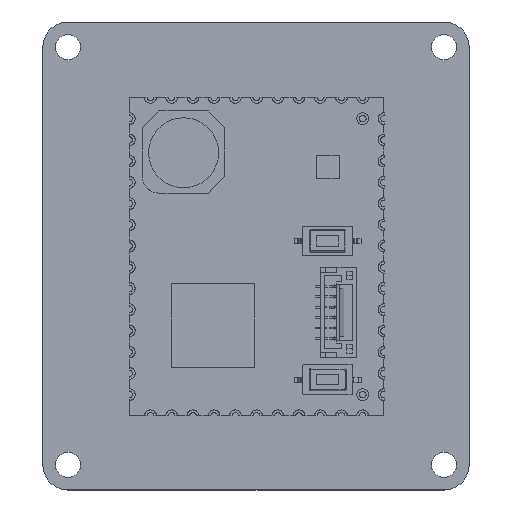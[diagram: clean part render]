
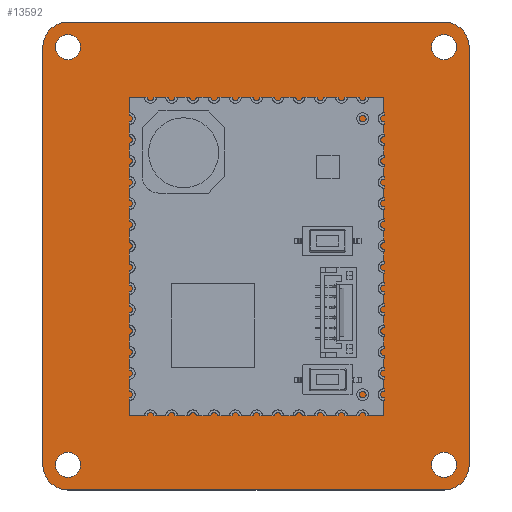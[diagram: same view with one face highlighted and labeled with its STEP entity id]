
A CAD part, top view. The second image highlights one B-rep face of the part: STEP entity #13592.
In plain terms, the highlighted planar face has unit normal (0, 0, 1).
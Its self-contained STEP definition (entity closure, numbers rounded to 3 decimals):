
#64=FACE_BOUND('',#1498,.T.);
#65=FACE_BOUND('',#1499,.T.);
#66=FACE_BOUND('',#1500,.T.);
#67=FACE_BOUND('',#1501,.T.);
#68=FACE_BOUND('',#1502,.T.);
#148=PLANE('',#14549);
#756=FACE_OUTER_BOUND('',#1497,.T.);
#1497=EDGE_LOOP('',(#9173,#9174,#9175,#9176,#9177,#9178,#9179,#9180));
#1498=EDGE_LOOP('',(#9181));
#1499=EDGE_LOOP('',(#9182));
#1500=EDGE_LOOP('',(#9183));
#1501=EDGE_LOOP('',(#9184));
#1502=EDGE_LOOP('',(#9185));
#2302=LINE('',#19475,#3892);
#2308=LINE('',#19505,#3898);
#2311=LINE('',#19513,#3901);
#2318=LINE('',#19539,#3908);
#3892=VECTOR('',#15649,10.);
#3898=VECTOR('',#15679,10.);
#3901=VECTOR('',#15688,10.);
#3908=VECTOR('',#15721,10.);
#5478=CIRCLE('',#14518,3.);
#5488=CIRCLE('',#14531,3.);
#5489=CIRCLE('',#14534,3.);
#5490=CIRCLE('',#14537,3.);
#5491=CIRCLE('',#14539,1.5);
#5492=CIRCLE('',#14541,1.5);
#5493=CIRCLE('',#14543,1.5);
#5494=CIRCLE('',#14545,1.5);
#5495=CIRCLE('',#14547,10.);
#5848=VERTEX_POINT('',#19462);
#5849=VERTEX_POINT('',#19463);
#5853=VERTEX_POINT('',#19473);
#5864=VERTEX_POINT('',#19499);
#5865=VERTEX_POINT('',#19503);
#5866=VERTEX_POINT('',#19507);
#5867=VERTEX_POINT('',#19508);
#5868=VERTEX_POINT('',#19515);
#5869=VERTEX_POINT('',#19519);
#5870=VERTEX_POINT('',#19523);
#5871=VERTEX_POINT('',#19527);
#5872=VERTEX_POINT('',#19531);
#5873=VERTEX_POINT('',#19535);
#7148=EDGE_CURVE('',#5848,#5849,#5478,.T.);
#7154=EDGE_CURVE('',#5848,#5853,#2302,.T.);
#7166=EDGE_CURVE('',#5864,#5853,#5488,.T.);
#7169=EDGE_CURVE('',#5864,#5865,#2308,.T.);
#7170=EDGE_CURVE('',#5866,#5867,#5489,.T.);
#7173=EDGE_CURVE('',#5866,#5849,#2311,.T.);
#7174=EDGE_CURVE('',#5868,#5865,#5490,.T.);
#7176=EDGE_CURVE('',#5869,#5869,#5491,.T.);
#7178=EDGE_CURVE('',#5870,#5870,#5492,.T.);
#7180=EDGE_CURVE('',#5871,#5871,#5493,.T.);
#7182=EDGE_CURVE('',#5872,#5872,#5494,.T.);
#7184=EDGE_CURVE('',#5873,#5873,#5495,.T.);
#7186=EDGE_CURVE('',#5868,#5867,#2318,.T.);
#9173=ORIENTED_EDGE('',*,*,#7148,.F.);
#9174=ORIENTED_EDGE('',*,*,#7154,.T.);
#9175=ORIENTED_EDGE('',*,*,#7166,.F.);
#9176=ORIENTED_EDGE('',*,*,#7169,.T.);
#9177=ORIENTED_EDGE('',*,*,#7174,.F.);
#9178=ORIENTED_EDGE('',*,*,#7186,.T.);
#9179=ORIENTED_EDGE('',*,*,#7170,.F.);
#9180=ORIENTED_EDGE('',*,*,#7173,.T.);
#9181=ORIENTED_EDGE('',*,*,#7176,.T.);
#9182=ORIENTED_EDGE('',*,*,#7178,.T.);
#9183=ORIENTED_EDGE('',*,*,#7180,.T.);
#9184=ORIENTED_EDGE('',*,*,#7182,.T.);
#9185=ORIENTED_EDGE('',*,*,#7184,.T.);
#13592=ADVANCED_FACE('',(#756,#64,#65,#66,#67,#68),#148,.T.);
#14518=AXIS2_PLACEMENT_3D('',#19464,#15639,#15640);
#14531=AXIS2_PLACEMENT_3D('',#19500,#15673,#15674);
#14534=AXIS2_PLACEMENT_3D('',#19509,#15682,#15683);
#14537=AXIS2_PLACEMENT_3D('',#19516,#15691,#15692);
#14539=AXIS2_PLACEMENT_3D('',#19520,#15696,#15697);
#14541=AXIS2_PLACEMENT_3D('',#19524,#15701,#15702);
#14543=AXIS2_PLACEMENT_3D('',#19528,#15706,#15707);
#14545=AXIS2_PLACEMENT_3D('',#19532,#15711,#15712);
#14547=AXIS2_PLACEMENT_3D('',#19536,#15716,#15717);
#14549=AXIS2_PLACEMENT_3D('',#19540,#15722,#15723);
#15639=DIRECTION('center_axis',(0.,0.,-1.));
#15640=DIRECTION('ref_axis',(-0.707,-0.707,0.));
#15649=DIRECTION('',(1.,0.,0.));
#15673=DIRECTION('center_axis',(0.,0.,-1.));
#15674=DIRECTION('ref_axis',(0.707,-0.707,0.));
#15679=DIRECTION('',(0.,1.,0.));
#15682=DIRECTION('center_axis',(0.,0.,-1.));
#15683=DIRECTION('ref_axis',(-0.707,0.707,0.));
#15688=DIRECTION('',(0.,-1.,0.));
#15691=DIRECTION('center_axis',(0.,0.,-1.));
#15692=DIRECTION('ref_axis',(0.707,0.707,0.));
#15696=DIRECTION('center_axis',(0.,0.,-1.));
#15697=DIRECTION('ref_axis',(1.,0.,0.));
#15701=DIRECTION('center_axis',(0.,0.,-1.));
#15702=DIRECTION('ref_axis',(1.,0.,0.));
#15706=DIRECTION('center_axis',(0.,0.,-1.));
#15707=DIRECTION('ref_axis',(1.,0.,0.));
#15711=DIRECTION('center_axis',(0.,0.,-1.));
#15712=DIRECTION('ref_axis',(1.,0.,0.));
#15716=DIRECTION('center_axis',(0.,0.,-1.));
#15717=DIRECTION('ref_axis',(-1.,0.,0.));
#15721=DIRECTION('',(-1.,0.,0.));
#15722=DIRECTION('center_axis',(0.,0.,1.));
#15723=DIRECTION('ref_axis',(1.,0.,0.));
#19462=CARTESIAN_POINT('',(-22.5,-28.,1.6));
#19463=CARTESIAN_POINT('',(-25.5,-25.,1.6));
#19464=CARTESIAN_POINT('Origin',(-22.5,-25.,1.6));
#19473=CARTESIAN_POINT('',(22.5,-28.,1.6));
#19475=CARTESIAN_POINT('',(-25.5,-28.,1.6));
#19499=CARTESIAN_POINT('',(25.5,-25.,1.6));
#19500=CARTESIAN_POINT('Origin',(22.5,-25.,1.6));
#19503=CARTESIAN_POINT('',(25.5,25.,1.6));
#19505=CARTESIAN_POINT('',(25.5,-28.,1.6));
#19507=CARTESIAN_POINT('',(-25.5,25.,1.6));
#19508=CARTESIAN_POINT('',(-22.5,28.,1.6));
#19509=CARTESIAN_POINT('Origin',(-22.5,25.,1.6));
#19513=CARTESIAN_POINT('',(-25.5,28.,1.6));
#19515=CARTESIAN_POINT('',(22.5,28.,1.6));
#19516=CARTESIAN_POINT('Origin',(22.5,25.,1.6));
#19519=CARTESIAN_POINT('',(21.,-25.,1.6));
#19520=CARTESIAN_POINT('Origin',(22.5,-25.,1.6));
#19523=CARTESIAN_POINT('',(-24.,25.,1.6));
#19524=CARTESIAN_POINT('Origin',(-22.5,25.,1.6));
#19527=CARTESIAN_POINT('',(21.,25.,1.6));
#19528=CARTESIAN_POINT('Origin',(22.5,25.,1.6));
#19531=CARTESIAN_POINT('',(-24.,-25.,1.6));
#19532=CARTESIAN_POINT('Origin',(-22.5,-25.,1.6));
#19535=CARTESIAN_POINT('',(10.,0.,1.6));
#19536=CARTESIAN_POINT('Origin',(0.,0.,1.6));
#19539=CARTESIAN_POINT('',(25.5,28.,1.6));
#19540=CARTESIAN_POINT('Origin',(0.,0.,1.6));
